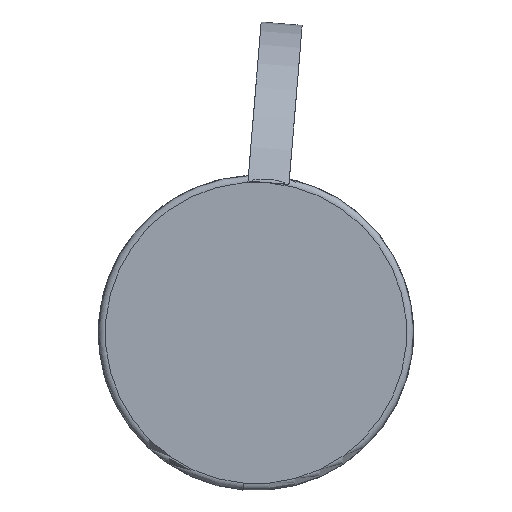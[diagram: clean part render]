
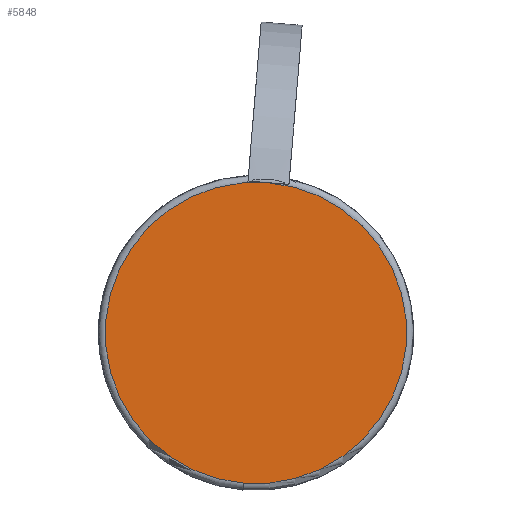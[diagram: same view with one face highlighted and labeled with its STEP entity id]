
A CAD part, front view. The second image highlights one B-rep face of the part: STEP entity #5848.
In plain terms, the highlighted planar face has unit normal (0, -1, 0).
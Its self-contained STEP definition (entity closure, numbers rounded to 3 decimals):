
#265=CIRCLE('',#6308,11.);
#294=CIRCLE('',#6364,11.);
#432=PLANE('',#6365);
#986=FACE_OUTER_BOUND('',#1369,.T.);
#1369=EDGE_LOOP('',(#5490,#5491));
#2914=VERTEX_POINT('',#13708);
#2916=VERTEX_POINT('',#13711);
#3737=EDGE_CURVE('',#2914,#2916,#265,.T.);
#3800=EDGE_CURVE('',#2916,#2914,#294,.T.);
#5490=ORIENTED_EDGE('',*,*,#3800,.F.);
#5491=ORIENTED_EDGE('',*,*,#3737,.F.);
#5848=ADVANCED_FACE('',(#986),#432,.T.);
#6308=AXIS2_PLACEMENT_3D('',#13712,#7466,#7467);
#6364=AXIS2_PLACEMENT_3D('',#13951,#7600,#7601);
#6365=AXIS2_PLACEMENT_3D('',#13952,#7602,#7603);
#7466=DIRECTION('center_axis',(0.,1.,0.));
#7467=DIRECTION('ref_axis',(0.,0.,1.));
#7600=DIRECTION('center_axis',(0.,1.,0.));
#7601=DIRECTION('ref_axis',(0.,0.,1.));
#7602=DIRECTION('center_axis',(0.,-1.,0.));
#7603=DIRECTION('ref_axis',(0.,0.,-1.));
#13708=CARTESIAN_POINT('',(0.,0.,
42.5));
#13711=CARTESIAN_POINT('',(0.,0.,
20.5));
#13712=CARTESIAN_POINT('Origin',(0.,0.,31.5));
#13951=CARTESIAN_POINT('Origin',(0.,0.,31.5));
#13952=CARTESIAN_POINT('Origin',(0.,0.,31.5));
